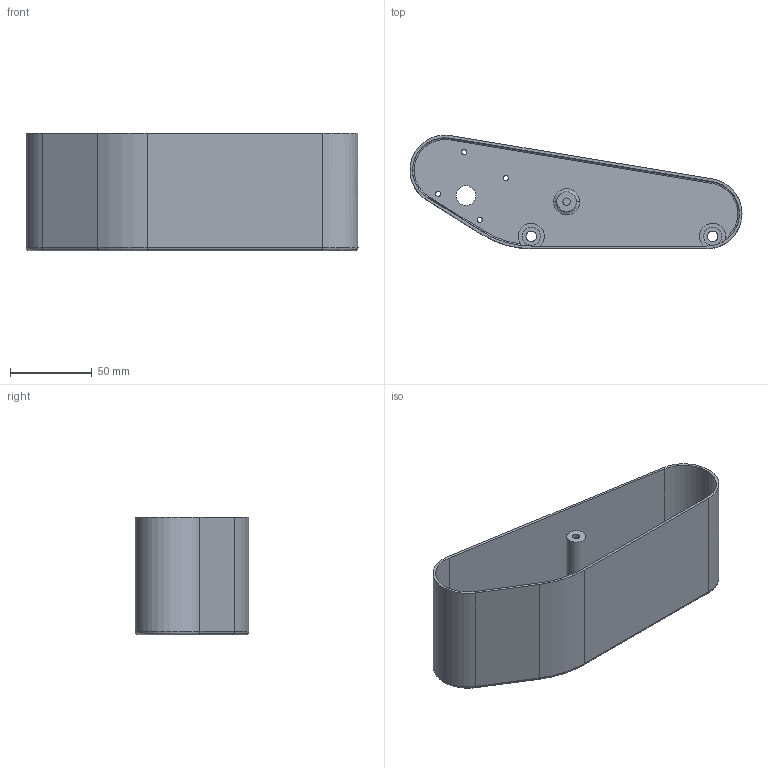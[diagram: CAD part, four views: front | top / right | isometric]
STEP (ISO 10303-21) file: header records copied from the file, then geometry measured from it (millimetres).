
FILE_DESCRIPTION (( 'STEP AP214' ), '1' );
FILE_NAME ('tank-fuselage.stp.STEP', '2024-02-23T04:08:54', ( '' ), ( '' ), 'SwSTEP 2.0', 'SolidWorks 2023', '' );
FILE_SCHEMA (( 'AUTOMOTIVE_DESIGN' ));
Length unit declared in the file: millimetre
Products named in the file (1): tank-fuselage.stp
Bounding box: 203.17 x 69.49 x 72 mm (x, y, z)
Volume: 82904.8 mm3; surface area: 93506.5 mm2
Topology: 1 solids, 1 shells, 74 faces, 183 edges, 118 vertices
Faces by surface type: cylinder 46, plane 18, torus 10
Entity records: 2340 total; most frequent: DIRECTION 442, CARTESIAN_POINT 428, ORIENTED_EDGE 366, AXIS2_PLACEMENT_3D 187, EDGE_CURVE 183, VERTEX_POINT 118, CIRCLE 112, EDGE_LOOP 95
